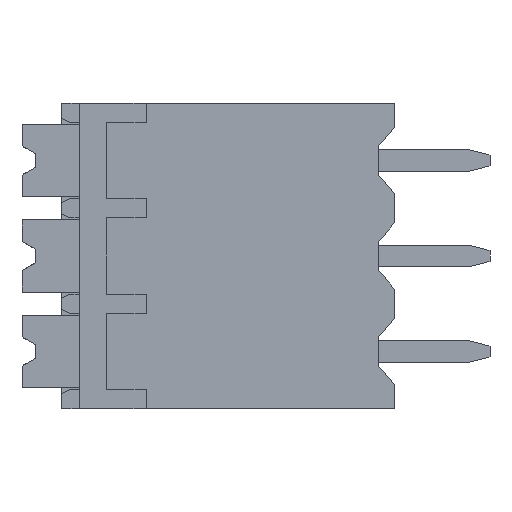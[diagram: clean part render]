
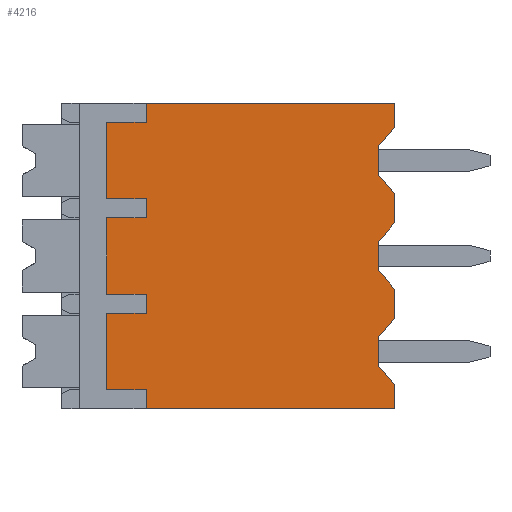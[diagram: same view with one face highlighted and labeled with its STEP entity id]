
A CAD part, left-side view. The second image highlights one B-rep face of the part: STEP entity #4216.
In plain terms, the highlighted planar face has unit normal (-1, 0, 0).
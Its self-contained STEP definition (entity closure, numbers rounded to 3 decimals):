
#50=DIRECTION('',(0.,-1.,0.));
#51=VECTOR('',#50,9.1);
#52=CARTESIAN_POINT('',(0.,9.1,-9.1));
#53=LINE('',#52,#51);
#290=DIRECTION('',(0.,0.643,0.766));
#291=VECTOR('',#290,0.933);
#292=CARTESIAN_POINT('',(0.,0.,-8.215));
#293=LINE('',#292,#291);
#294=DIRECTION('',(0.,0.,1.));
#295=VECTOR('',#294,0.7);
#296=CARTESIAN_POINT('',(0.,9.1,-9.1));
#297=LINE('',#296,#295);
#298=DIRECTION('',(0.,-1.,0.));
#299=VECTOR('',#298,1.45);
#300=CARTESIAN_POINT('',(0.,10.55,-8.4));
#301=LINE('',#300,#299);
#302=DIRECTION('',(0.,0.,-1.));
#303=VECTOR('',#302,2.8);
#304=CARTESIAN_POINT('',(0.,10.55,-5.6));
#305=LINE('',#304,#303);
#306=DIRECTION('',(0.,1.,0.));
#307=VECTOR('',#306,1.45);
#308=CARTESIAN_POINT('',(0.,9.1,-5.6));
#309=LINE('',#308,#307);
#310=DIRECTION('',(0.,0.,1.));
#311=VECTOR('',#310,0.7);
#312=CARTESIAN_POINT('',(0.,9.1,-5.6));
#313=LINE('',#312,#311);
#314=DIRECTION('',(0.,-1.,0.));
#315=VECTOR('',#314,1.45);
#316=CARTESIAN_POINT('',(0.,10.55,-4.9));
#317=LINE('',#316,#315);
#318=DIRECTION('',(0.,0.,-1.));
#319=VECTOR('',#318,2.8);
#320=CARTESIAN_POINT('',(0.,10.55,-2.1));
#321=LINE('',#320,#319);
#322=DIRECTION('',(0.,1.,0.));
#323=VECTOR('',#322,1.45);
#324=CARTESIAN_POINT('',(0.,9.1,-2.1));
#325=LINE('',#324,#323);
#326=DIRECTION('',(0.,0.,1.));
#327=VECTOR('',#326,0.7);
#328=CARTESIAN_POINT('',(0.,9.1,-2.1));
#329=LINE('',#328,#327);
#330=DIRECTION('',(0.,-1.,0.));
#331=VECTOR('',#330,1.45);
#332=CARTESIAN_POINT('',(0.,10.55,-1.4));
#333=LINE('',#332,#331);
#334=DIRECTION('',(0.,0.,-1.));
#335=VECTOR('',#334,2.8);
#336=CARTESIAN_POINT('',(0.,10.55,1.4));
#337=LINE('',#336,#335);
#338=DIRECTION('',(0.,1.,0.));
#339=VECTOR('',#338,1.45);
#340=CARTESIAN_POINT('',(0.,9.1,1.4));
#341=LINE('',#340,#339);
#342=DIRECTION('',(0.,0.,1.));
#343=VECTOR('',#342,0.7);
#344=CARTESIAN_POINT('',(0.,9.1,1.4));
#345=LINE('',#344,#343);
#346=DIRECTION('',(0.,-0.643,0.766));
#347=VECTOR('',#346,0.933);
#348=CARTESIAN_POINT('',(0.,0.6,0.5));
#349=LINE('',#348,#347);
#350=DIRECTION('',(0.,0.,1.));
#351=VECTOR('',#350,1.);
#352=CARTESIAN_POINT('',(0.,0.6,-0.5));
#353=LINE('',#352,#351);
#354=DIRECTION('',(0.,0.643,0.766));
#355=VECTOR('',#354,0.933);
#356=CARTESIAN_POINT('',(0.,0.,-1.215));
#357=LINE('',#356,#355);
#358=DIRECTION('',(0.,-0.643,0.766));
#359=VECTOR('',#358,0.933);
#360=CARTESIAN_POINT('',(0.,0.6,-3.));
#361=LINE('',#360,#359);
#362=DIRECTION('',(0.,0.,1.));
#363=VECTOR('',#362,1.);
#364=CARTESIAN_POINT('',(0.,0.6,-4.));
#365=LINE('',#364,#363);
#366=DIRECTION('',(0.,0.643,0.766));
#367=VECTOR('',#366,0.933);
#368=CARTESIAN_POINT('',(0.,0.,-4.715));
#369=LINE('',#368,#367);
#370=DIRECTION('',(0.,-0.643,0.766));
#371=VECTOR('',#370,0.933);
#372=CARTESIAN_POINT('',(0.,0.6,-6.5));
#373=LINE('',#372,#371);
#374=DIRECTION('',(0.,0.,1.));
#375=VECTOR('',#374,1.);
#376=CARTESIAN_POINT('',(0.,0.6,-7.5));
#377=LINE('',#376,#375);
#382=DIRECTION('',(0.,0.,1.));
#383=VECTOR('',#382,0.885);
#384=CARTESIAN_POINT('',(0.,0.,1.215));
#385=LINE('',#384,#383);
#394=DIRECTION('',(0.,0.,1.));
#395=VECTOR('',#394,1.07);
#396=CARTESIAN_POINT('',(0.,0.,-2.285));
#397=LINE('',#396,#395);
#418=DIRECTION('',(0.,0.,1.));
#419=VECTOR('',#418,0.885);
#420=CARTESIAN_POINT('',(0.,0.,-9.1));
#421=LINE('',#420,#419);
#426=DIRECTION('',(0.,0.,1.));
#427=VECTOR('',#426,1.07);
#428=CARTESIAN_POINT('',(0.,0.,-5.785));
#429=LINE('',#428,#427);
#718=DIRECTION('',(0.,-1.,0.));
#719=VECTOR('',#718,9.1);
#720=CARTESIAN_POINT('',(0.,9.1,2.1));
#721=LINE('',#720,#719);
#2967=CARTESIAN_POINT('',(0.,9.1,-9.1));
#2968=VERTEX_POINT('',#2967);
#2969=CARTESIAN_POINT('',(0.,0.,-9.1));
#2970=VERTEX_POINT('',#2969);
#2995=CARTESIAN_POINT('',(0.,9.1,2.1));
#2996=VERTEX_POINT('',#2995);
#2997=CARTESIAN_POINT('',(0.,0.,2.1));
#2998=VERTEX_POINT('',#2997);
#3413=CARTESIAN_POINT('',(0.,10.55,1.4));
#3414=CARTESIAN_POINT('',(0.,10.55,-1.4));
#3415=VERTEX_POINT('',#3413);
#3416=VERTEX_POINT('',#3414);
#3425=CARTESIAN_POINT('',(0.,9.1,-1.4));
#3426=VERTEX_POINT('',#3425);
#3427=CARTESIAN_POINT('',(0.,9.1,1.4));
#3428=VERTEX_POINT('',#3427);
#3429=CARTESIAN_POINT('',(0.,10.55,-2.1));
#3430=CARTESIAN_POINT('',(0.,10.55,-4.9));
#3431=VERTEX_POINT('',#3429);
#3432=VERTEX_POINT('',#3430);
#3441=CARTESIAN_POINT('',(0.,9.1,-4.9));
#3442=VERTEX_POINT('',#3441);
#3443=CARTESIAN_POINT('',(0.,9.1,-2.1));
#3444=VERTEX_POINT('',#3443);
#3445=CARTESIAN_POINT('',(0.,10.55,-5.6));
#3446=CARTESIAN_POINT('',(0.,10.55,-8.4));
#3447=VERTEX_POINT('',#3445);
#3448=VERTEX_POINT('',#3446);
#3457=CARTESIAN_POINT('',(0.,9.1,-8.4));
#3458=VERTEX_POINT('',#3457);
#3459=CARTESIAN_POINT('',(0.,9.1,-5.6));
#3460=VERTEX_POINT('',#3459);
#3581=CARTESIAN_POINT('',(0.,0.,-1.215));
#3582=CARTESIAN_POINT('',(0.,0.6,-0.5));
#3583=VERTEX_POINT('',#3581);
#3584=VERTEX_POINT('',#3582);
#3585=CARTESIAN_POINT('',(0.,0.6,0.5));
#3586=VERTEX_POINT('',#3585);
#3587=CARTESIAN_POINT('',(0.,0.,1.215));
#3588=VERTEX_POINT('',#3587);
#3597=CARTESIAN_POINT('',(0.,0.,-4.715));
#3598=CARTESIAN_POINT('',(0.,0.6,-4.));
#3599=VERTEX_POINT('',#3597);
#3600=VERTEX_POINT('',#3598);
#3601=CARTESIAN_POINT('',(0.,0.6,-3.));
#3602=VERTEX_POINT('',#3601);
#3603=CARTESIAN_POINT('',(0.,0.,-2.285));
#3604=VERTEX_POINT('',#3603);
#3613=CARTESIAN_POINT('',(0.,0.,-8.215));
#3614=CARTESIAN_POINT('',(0.,0.6,-7.5));
#3615=VERTEX_POINT('',#3613);
#3616=VERTEX_POINT('',#3614);
#3617=CARTESIAN_POINT('',(0.,0.6,-6.5));
#3618=VERTEX_POINT('',#3617);
#3619=CARTESIAN_POINT('',(0.,0.,-5.785));
#3620=VERTEX_POINT('',#3619);
#4155=CARTESIAN_POINT('',(0.,9.1,-9.1));
#4156=DIRECTION('',(-1.,0.,0.));
#4157=DIRECTION('',(0.,-1.,0.));
#4158=AXIS2_PLACEMENT_3D('',#4155,#4156,#4157);
#4159=PLANE('',#4158);
#4160=ORIENTED_EDGE('',*,*,#4145,.F.);
#4162=ORIENTED_EDGE('',*,*,#4161,.F.);
#4163=ORIENTED_EDGE('',*,*,#3892,.F.);
#4165=ORIENTED_EDGE('',*,*,#4164,.T.);
#4167=ORIENTED_EDGE('',*,*,#4166,.F.);
#4169=ORIENTED_EDGE('',*,*,#4168,.F.);
#4171=ORIENTED_EDGE('',*,*,#4170,.F.);
#4173=ORIENTED_EDGE('',*,*,#4172,.T.);
#4175=ORIENTED_EDGE('',*,*,#4174,.F.);
#4177=ORIENTED_EDGE('',*,*,#4176,.F.);
#4179=ORIENTED_EDGE('',*,*,#4178,.F.);
#4181=ORIENTED_EDGE('',*,*,#4180,.T.);
#4183=ORIENTED_EDGE('',*,*,#4182,.F.);
#4185=ORIENTED_EDGE('',*,*,#4184,.F.);
#4187=ORIENTED_EDGE('',*,*,#4186,.F.);
#4189=ORIENTED_EDGE('',*,*,#4188,.T.);
#4191=ORIENTED_EDGE('',*,*,#4190,.T.);
#4193=ORIENTED_EDGE('',*,*,#4192,.F.);
#4195=ORIENTED_EDGE('',*,*,#4194,.F.);
#4197=ORIENTED_EDGE('',*,*,#4196,.F.);
#4199=ORIENTED_EDGE('',*,*,#4198,.F.);
#4201=ORIENTED_EDGE('',*,*,#4200,.F.);
#4203=ORIENTED_EDGE('',*,*,#4202,.F.);
#4205=ORIENTED_EDGE('',*,*,#4204,.F.);
#4207=ORIENTED_EDGE('',*,*,#4206,.F.);
#4209=ORIENTED_EDGE('',*,*,#4208,.F.);
#4211=ORIENTED_EDGE('',*,*,#4210,.F.);
#4213=ORIENTED_EDGE('',*,*,#4212,.F.);
#4214=EDGE_LOOP('',(#4160,#4162,#4163,#4165,#4167,#4169,#4171,#4173,#4175,#4177,
#4179,#4181,#4183,#4185,#4187,#4189,#4191,#4193,#4195,#4197,#4199,#4201,#4203,
#4205,#4207,#4209,#4211,#4213));
#4215=FACE_OUTER_BOUND('',#4214,.F.);
#3892=EDGE_CURVE('',#2968,#2970,#53,.T.);
#4145=EDGE_CURVE('',#3615,#3616,#293,.T.);
#4161=EDGE_CURVE('',#2970,#3615,#421,.T.);
#4164=EDGE_CURVE('',#2968,#3458,#297,.T.);
#4166=EDGE_CURVE('',#3448,#3458,#301,.T.);
#4168=EDGE_CURVE('',#3447,#3448,#305,.T.);
#4170=EDGE_CURVE('',#3460,#3447,#309,.T.);
#4172=EDGE_CURVE('',#3460,#3442,#313,.T.);
#4174=EDGE_CURVE('',#3432,#3442,#317,.T.);
#4176=EDGE_CURVE('',#3431,#3432,#321,.T.);
#4178=EDGE_CURVE('',#3444,#3431,#325,.T.);
#4180=EDGE_CURVE('',#3444,#3426,#329,.T.);
#4182=EDGE_CURVE('',#3416,#3426,#333,.T.);
#4184=EDGE_CURVE('',#3415,#3416,#337,.T.);
#4186=EDGE_CURVE('',#3428,#3415,#341,.T.);
#4188=EDGE_CURVE('',#3428,#2996,#345,.T.);
#4190=EDGE_CURVE('',#2996,#2998,#721,.T.);
#4192=EDGE_CURVE('',#3588,#2998,#385,.T.);
#4194=EDGE_CURVE('',#3586,#3588,#349,.T.);
#4196=EDGE_CURVE('',#3584,#3586,#353,.T.);
#4198=EDGE_CURVE('',#3583,#3584,#357,.T.);
#4200=EDGE_CURVE('',#3604,#3583,#397,.T.);
#4202=EDGE_CURVE('',#3602,#3604,#361,.T.);
#4204=EDGE_CURVE('',#3600,#3602,#365,.T.);
#4206=EDGE_CURVE('',#3599,#3600,#369,.T.);
#4208=EDGE_CURVE('',#3620,#3599,#429,.T.);
#4210=EDGE_CURVE('',#3618,#3620,#373,.T.);
#4212=EDGE_CURVE('',#3616,#3618,#377,.T.);
#4216=ADVANCED_FACE('',(#4215),#4159,.T.);
